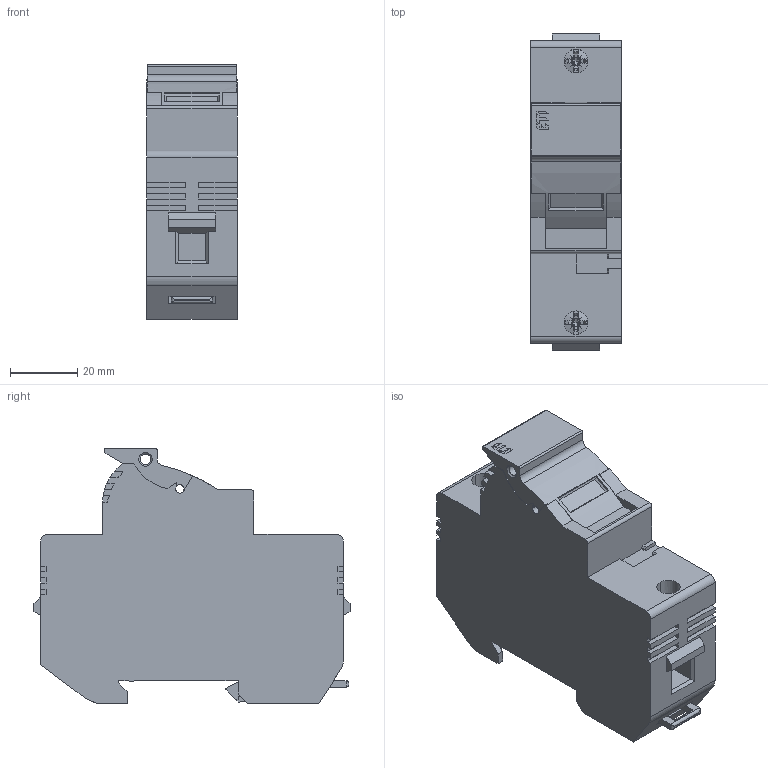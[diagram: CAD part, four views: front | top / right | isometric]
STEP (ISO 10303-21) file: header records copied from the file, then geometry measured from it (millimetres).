
FILE_DESCRIPTION((''),'2;1');
FILE_NAME('EFD14_1P_DIM','2017-09-15T',('matic.bajda'),('Audax d.o.o.'),'CREO PARAMETRIC BY PTC INC, 2016260','CREO PARAMETRIC BY PTC INC, 2016260','');
FILE_SCHEMA(('AUTOMOTIVE_DESIGN { 1 0 10303 214 1 1 1 1 }'));
Length unit declared in the file: millimetre
Products named in the file (1): EFD14_1P_DIM
Bounding box: 27 x 94 x 75.8 mm (x, y, z)
Volume: 127641.1 mm3; surface area: 23951.5 mm2
Topology: 1 solids, 1 shells, 469 faces, 1407 edges, 935 vertices
Faces by surface type: plane 364, cylinder 85, cone 16, sphere 4
Entity records: 20343 total; most frequent: CARTESIAN_POINT 3177, ORIENTED_EDGE 2806, DIRECTION 2503, PRESENTATION_STYLE_ASSIGNMENT 1407, STYLED_ITEM 1404, CURVE_STYLE 1403, EDGE_CURVE 1403, VECTOR 1061
